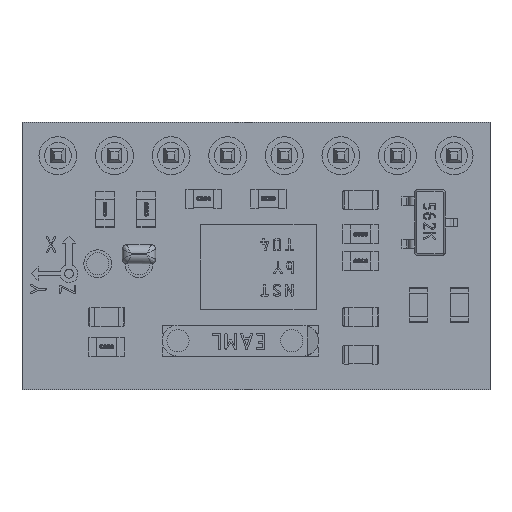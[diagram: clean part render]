
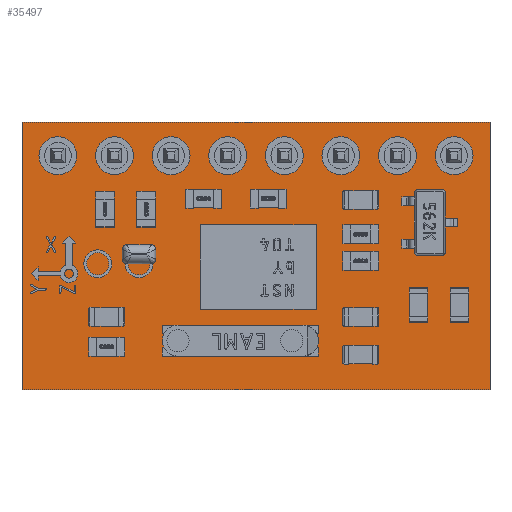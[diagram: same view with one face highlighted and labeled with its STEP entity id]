
A CAD part, top view. The second image highlights one B-rep face of the part: STEP entity #35497.
In plain terms, the highlighted planar face has unit normal (0, 0, 1).
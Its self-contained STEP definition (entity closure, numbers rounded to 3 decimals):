
#3230=FACE_BOUND('',#5490,.T.);
#3231=FACE_BOUND('',#5491,.T.);
#3232=FACE_BOUND('',#5492,.T.);
#3233=FACE_BOUND('',#5493,.T.);
#3234=FACE_BOUND('',#5494,.T.);
#3235=FACE_BOUND('',#5495,.T.);
#3236=FACE_BOUND('',#5496,.T.);
#3237=FACE_BOUND('',#5497,.T.);
#3353=CIRCLE('',#37713,0.6);
#3354=CIRCLE('',#37714,0.6);
#3355=CIRCLE('',#37715,0.6);
#3356=CIRCLE('',#37716,0.6);
#3357=CIRCLE('',#37717,0.6);
#3358=CIRCLE('',#37718,0.6);
#3359=CIRCLE('',#37719,0.6);
#3360=CIRCLE('',#37720,0.6);
#3503=FACE_OUTER_BOUND('',#5489,.T.);
#5489=EDGE_LOOP('',(#22537,#22538,#22539,#22540));
#5490=EDGE_LOOP('',(#22541));
#5491=EDGE_LOOP('',(#22542));
#5492=EDGE_LOOP('',(#22543));
#5493=EDGE_LOOP('',(#22544));
#5494=EDGE_LOOP('',(#22545));
#5495=EDGE_LOOP('',(#22546));
#5496=EDGE_LOOP('',(#22547));
#5497=EDGE_LOOP('',(#22548));
#7585=LINE('',#45046,#10781);
#7586=LINE('',#45048,#10782);
#7587=LINE('',#45050,#10783);
#7588=LINE('',#45051,#10784);
#10781=VECTOR('',#39103,1.);
#10782=VECTOR('',#39104,1.);
#10783=VECTOR('',#39105,1.);
#10784=VECTOR('',#39106,1.);
#13985=VERTEX_POINT('',#45044);
#13986=VERTEX_POINT('',#45045);
#13987=VERTEX_POINT('',#45047);
#13988=VERTEX_POINT('',#45049);
#13989=VERTEX_POINT('',#45052);
#13990=VERTEX_POINT('',#45054);
#13991=VERTEX_POINT('',#45056);
#13992=VERTEX_POINT('',#45058);
#13993=VERTEX_POINT('',#45060);
#13994=VERTEX_POINT('',#45062);
#13995=VERTEX_POINT('',#45064);
#13996=VERTEX_POINT('',#45066);
#17392=EDGE_CURVE('',#13985,#13986,#7585,.T.);
#17393=EDGE_CURVE('',#13986,#13987,#7586,.T.);
#17394=EDGE_CURVE('',#13987,#13988,#7587,.T.);
#17395=EDGE_CURVE('',#13988,#13985,#7588,.T.);
#17396=EDGE_CURVE('',#13989,#13989,#3353,.F.);
#17397=EDGE_CURVE('',#13990,#13990,#3354,.F.);
#17398=EDGE_CURVE('',#13991,#13991,#3355,.F.);
#17399=EDGE_CURVE('',#13992,#13992,#3356,.F.);
#17400=EDGE_CURVE('',#13993,#13993,#3357,.F.);
#17401=EDGE_CURVE('',#13994,#13994,#3358,.F.);
#17402=EDGE_CURVE('',#13995,#13995,#3359,.F.);
#17403=EDGE_CURVE('',#13996,#13996,#3360,.F.);
#22537=ORIENTED_EDGE('',*,*,#17392,.T.);
#22538=ORIENTED_EDGE('',*,*,#17393,.T.);
#22539=ORIENTED_EDGE('',*,*,#17394,.T.);
#22540=ORIENTED_EDGE('',*,*,#17395,.T.);
#22541=ORIENTED_EDGE('',*,*,#17396,.T.);
#22542=ORIENTED_EDGE('',*,*,#17397,.T.);
#22543=ORIENTED_EDGE('',*,*,#17398,.T.);
#22544=ORIENTED_EDGE('',*,*,#17399,.T.);
#22545=ORIENTED_EDGE('',*,*,#17400,.T.);
#22546=ORIENTED_EDGE('',*,*,#17401,.T.);
#22547=ORIENTED_EDGE('',*,*,#17402,.T.);
#22548=ORIENTED_EDGE('',*,*,#17403,.T.);
#32805=PLANE('',#37712);
#35497=ADVANCED_FACE('',(#3503,#3230,#3231,#3232,#3233,#3234,#3235,#3236,
#3237),#32805,.T.);
#37712=AXIS2_PLACEMENT_3D('',#45043,#39101,#39102);
#37713=AXIS2_PLACEMENT_3D('',#45053,#39107,#39108);
#37714=AXIS2_PLACEMENT_3D('',#45055,#39109,#39110);
#37715=AXIS2_PLACEMENT_3D('',#45057,#39111,#39112);
#37716=AXIS2_PLACEMENT_3D('',#45059,#39113,#39114);
#37717=AXIS2_PLACEMENT_3D('',#45061,#39115,#39116);
#37718=AXIS2_PLACEMENT_3D('',#45063,#39117,#39118);
#37719=AXIS2_PLACEMENT_3D('',#45065,#39119,#39120);
#37720=AXIS2_PLACEMENT_3D('',#45067,#39121,#39122);
#39101=DIRECTION('center_axis',(0.,0.,1.));
#39102=DIRECTION('ref_axis',(-1.,0.,0.));
#39103=DIRECTION('',(0.,-1.,0.));
#39104=DIRECTION('',(1.,0.,0.));
#39105=DIRECTION('',(0.,1.,0.));
#39106=DIRECTION('',(-1.,0.,0.));
#39107=DIRECTION('center_axis',(0.,0.,1.));
#39108=DIRECTION('ref_axis',(-1.,0.,0.));
#39109=DIRECTION('center_axis',(0.,0.,1.));
#39110=DIRECTION('ref_axis',(-1.,0.,0.));
#39111=DIRECTION('center_axis',(0.,0.,1.));
#39112=DIRECTION('ref_axis',(-1.,0.,0.));
#39113=DIRECTION('center_axis',(0.,0.,1.));
#39114=DIRECTION('ref_axis',(-1.,0.,0.));
#39115=DIRECTION('center_axis',(0.,0.,1.));
#39116=DIRECTION('ref_axis',(-1.,0.,0.));
#39117=DIRECTION('center_axis',(0.,0.,1.));
#39118=DIRECTION('ref_axis',(-1.,0.,0.));
#39119=DIRECTION('center_axis',(0.,0.,1.));
#39120=DIRECTION('ref_axis',(-1.,0.,0.));
#39121=DIRECTION('center_axis',(0.,0.,1.));
#39122=DIRECTION('ref_axis',(-1.,0.,0.));
#45043=CARTESIAN_POINT('Origin',(0.,0.,1.7));
#45044=CARTESIAN_POINT('',(-10.5,0.,1.7));
#45045=CARTESIAN_POINT('',(-10.5,-12.,1.7));
#45046=CARTESIAN_POINT('',(-10.5,0.,1.7));
#45047=CARTESIAN_POINT('',(10.5,-12.,1.7));
#45048=CARTESIAN_POINT('',(-10.5,-12.,1.7));
#45049=CARTESIAN_POINT('',(10.5,0.,1.7));
#45050=CARTESIAN_POINT('',(10.5,-12.,1.7));
#45051=CARTESIAN_POINT('',(10.5,0.,1.7));
#45052=CARTESIAN_POINT('',(1.87,-1.5,1.7));
#45053=CARTESIAN_POINT('Origin',(1.27,-1.5,1.7));
#45054=CARTESIAN_POINT('',(-0.67,-1.5,1.7));
#45055=CARTESIAN_POINT('Origin',(-1.27,-1.5,1.7));
#45056=CARTESIAN_POINT('',(4.41,-1.5,1.7));
#45057=CARTESIAN_POINT('Origin',(3.81,-1.5,1.7));
#45058=CARTESIAN_POINT('',(-3.21,-1.5,1.7));
#45059=CARTESIAN_POINT('Origin',(-3.81,-1.5,1.7));
#45060=CARTESIAN_POINT('',(6.95,-1.5,1.7));
#45061=CARTESIAN_POINT('Origin',(6.35,-1.5,1.7));
#45062=CARTESIAN_POINT('',(9.49,-1.5,1.7));
#45063=CARTESIAN_POINT('Origin',(8.89,-1.5,1.7));
#45064=CARTESIAN_POINT('',(-8.29,-1.5,1.7));
#45065=CARTESIAN_POINT('Origin',(-8.89,-1.5,1.7));
#45066=CARTESIAN_POINT('',(-5.75,-1.5,1.7));
#45067=CARTESIAN_POINT('Origin',(-6.35,-1.5,1.7));
